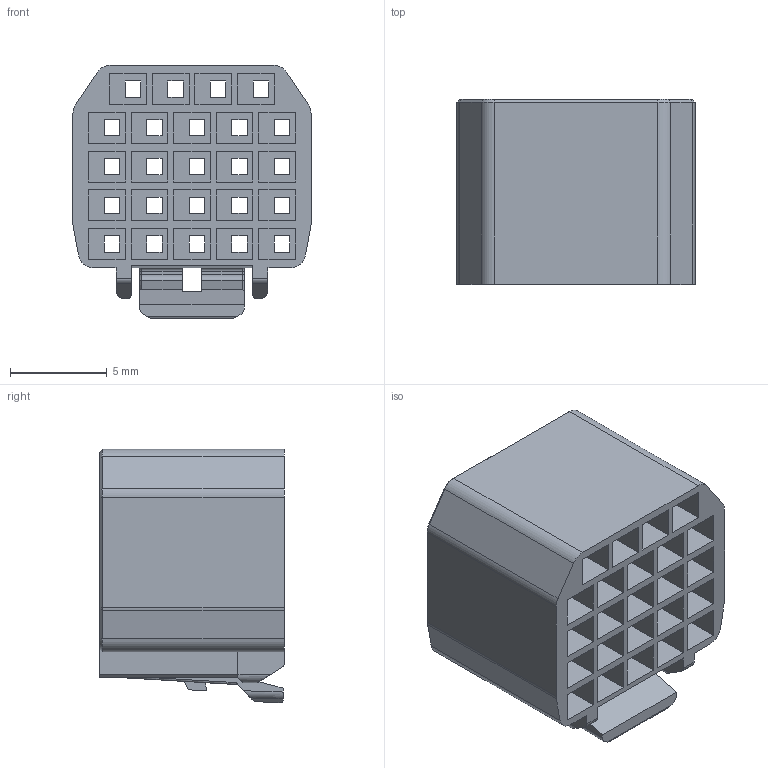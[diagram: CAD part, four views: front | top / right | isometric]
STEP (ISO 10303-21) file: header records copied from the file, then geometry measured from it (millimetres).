
FILE_DESCRIPTION(('CoCreate Modeling STEP Export'),'2;1');
FILE_NAME('DF62B-24S-2.2C.stp','2013-07-11T13:36:01',(''),(''),'CoCreate Modeling STEP processor for AP214 (Solid Model)','CoCreate Modeling 17.0 01-Apr-2010 (C) Parametric Technology GmbH','');
FILE_SCHEMA(('AUTOMOTIVE_DESIGN { 1 0 10303 214 1 1 1 1 }'));
Length unit declared in the file: millimetre
Products named in the file (1): DF62-24S-2.2C
Bounding box: 12.3 x 9.55 x 13.08 mm (x, y, z)
Volume: 554.7 mm3; surface area: 2355.3 mm2
Topology: 1 solids, 1 shells, 329 faces, 877 edges, 574 vertices
Faces by surface type: plane 283, cylinder 32, cone 8, torus 6
Entity records: 9576 total; most frequent: ORIENTED_EDGE 1754, CARTESIAN_POINT 1671, DIRECTION 1418, EDGE_CURVE 877, VECTOR 700, LINE 700, VERTEX_POINT 574, EDGE_LOOP 403
